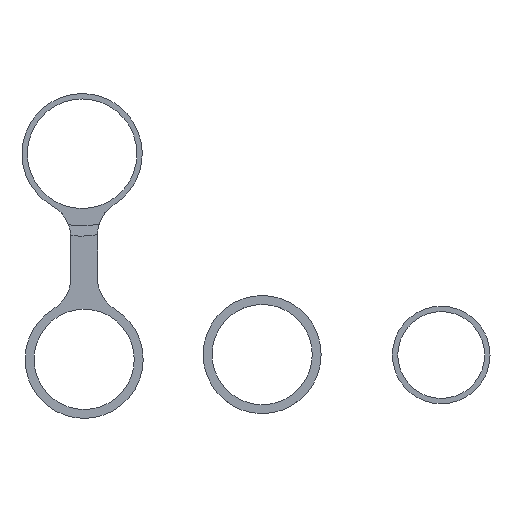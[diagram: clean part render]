
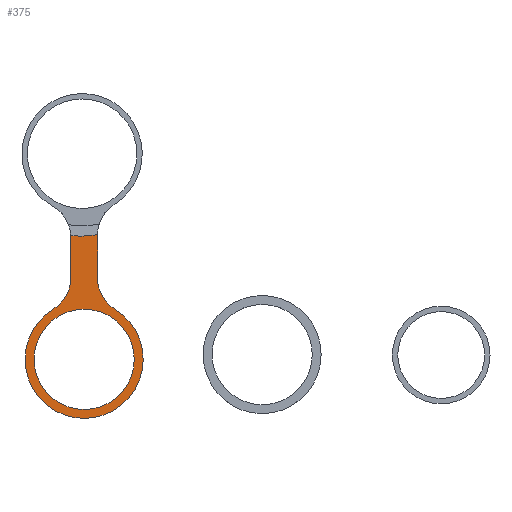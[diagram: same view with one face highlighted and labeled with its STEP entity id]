
A CAD part, top view. The second image highlights one B-rep face of the part: STEP entity #375.
In plain terms, the highlighted planar face has unit normal (0, 0, 1).
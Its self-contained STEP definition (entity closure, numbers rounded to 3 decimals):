
#39=FACE_BOUND('',#99,.T.);
#49=PLANE('',#443);
#71=FACE_OUTER_BOUND('',#98,.T.);
#98=EDGE_LOOP('',(#324,#325,#326,#327,#328,#329,#330,#331));
#99=EDGE_LOOP('',(#332));
#113=LINE('',#653,#131);
#117=LINE('',#673,#135);
#131=VECTOR('',#520,10.);
#135=VECTOR('',#544,10.);
#148=CIRCLE('',#413,8.);
#154=CIRCLE('',#421,8.);
#156=CIRCLE('',#425,8.);
#158=CIRCLE('',#428,13.25);
#160=CIRCLE('',#431,8.);
#162=CIRCLE('',#435,18.5);
#165=CIRCLE('',#441,11.25);
#177=VERTEX_POINT('',#613);
#178=VERTEX_POINT('',#620);
#185=VERTEX_POINT('',#638);
#186=VERTEX_POINT('',#640);
#188=VERTEX_POINT('',#651);
#190=VERTEX_POINT('',#657);
#192=VERTEX_POINT('',#663);
#194=VERTEX_POINT('',#669);
#197=VERTEX_POINT('',#686);
#213=EDGE_CURVE('',#178,#177,#148,.F.);
#223=EDGE_CURVE('',#185,#186,#154,.T.);
#227=EDGE_CURVE('',#185,#188,#113,.T.);
#230=EDGE_CURVE('',#190,#188,#156,.T.);
#233=EDGE_CURVE('',#190,#192,#158,.T.);
#236=EDGE_CURVE('',#194,#192,#160,.T.);
#237=EDGE_CURVE('',#194,#178,#117,.T.);
#240=EDGE_CURVE('',#177,#186,#162,.T.);
#244=EDGE_CURVE('',#197,#197,#165,.T.);
#324=ORIENTED_EDGE('',*,*,#237,.T.);
#325=ORIENTED_EDGE('',*,*,#213,.T.);
#326=ORIENTED_EDGE('',*,*,#240,.T.);
#327=ORIENTED_EDGE('',*,*,#223,.F.);
#328=ORIENTED_EDGE('',*,*,#227,.T.);
#329=ORIENTED_EDGE('',*,*,#230,.F.);
#330=ORIENTED_EDGE('',*,*,#233,.T.);
#331=ORIENTED_EDGE('',*,*,#236,.F.);
#332=ORIENTED_EDGE('',*,*,#244,.T.);
#375=ADVANCED_FACE('',(#71,#39),#49,.T.);
#413=AXIS2_PLACEMENT_3D('',#621,#494,#495);
#421=AXIS2_PLACEMENT_3D('',#641,#514,#515);
#425=AXIS2_PLACEMENT_3D('',#659,#526,#527);
#428=AXIS2_PLACEMENT_3D('',#665,#533,#534);
#431=AXIS2_PLACEMENT_3D('',#671,#540,#541);
#435=AXIS2_PLACEMENT_3D('',#677,#550,#551);
#441=AXIS2_PLACEMENT_3D('',#687,#563,#564);
#443=AXIS2_PLACEMENT_3D('',#691,#568,#569);
#494=DIRECTION('center_axis',(0.,0.,1.));
#495=DIRECTION('ref_axis',(-0.875,0.483,0.));
#514=DIRECTION('center_axis',(0.,0.,1.));
#515=DIRECTION('ref_axis',(0.863,0.505,0.));
#520=DIRECTION('',(0.,-1.,0.));
#526=DIRECTION('center_axis',(0.,0.,1.));
#527=DIRECTION('ref_axis',(0.871,-0.491,0.));
#533=DIRECTION('center_axis',(0.,0.,1.));
#534=DIRECTION('ref_axis',(1.,0.,0.));
#540=DIRECTION('center_axis',(0.,0.,1.));
#541=DIRECTION('ref_axis',(-0.871,-0.491,0.));
#544=DIRECTION('',(0.,1.,0.));
#550=DIRECTION('center_axis',(0.,0.,-1.));
#551=DIRECTION('ref_axis',(1.,0.,0.));
#563=DIRECTION('center_axis',(0.,0.,-1.));
#564=DIRECTION('ref_axis',(1.,0.,0.));
#568=DIRECTION('center_axis',(0.,0.,1.));
#569=DIRECTION('ref_axis',(1.,0.,0.));
#613=CARTESIAN_POINT('',(82.988,47.218,1.));
#620=CARTESIAN_POINT('',(82.988,47.196,1.));
#621=CARTESIAN_POINT('Origin',(90.988,47.196,1.));
#638=CARTESIAN_POINT('',(76.988,46.66,1.));
#640=CARTESIAN_POINT('',(76.978,47.072,1.));
#641=CARTESIAN_POINT('Origin',(68.988,46.66,1.));
#651=CARTESIAN_POINT('',(76.988,37.412,1.));
#653=CARTESIAN_POINT('',(76.988,32.137,1.));
#657=CARTESIAN_POINT('',(73.13,30.567,1.));
#659=CARTESIAN_POINT('Origin',(68.988,37.412,1.));
#663=CARTESIAN_POINT('',(86.847,30.567,1.));
#665=CARTESIAN_POINT('Origin',(79.988,19.231,1.));
#669=CARTESIAN_POINT('',(82.988,37.412,1.));
#671=CARTESIAN_POINT('Origin',(90.988,37.412,1.));
#673=CARTESIAN_POINT('',(82.988,32.137,1.));
#677=CARTESIAN_POINT('Origin',(79.538,65.394,1.));
#686=CARTESIAN_POINT('',(68.738,19.231,1.));
#687=CARTESIAN_POINT('Origin',(79.988,19.231,1.));
#691=CARTESIAN_POINT('Origin',(79.988,26.6,1.));
